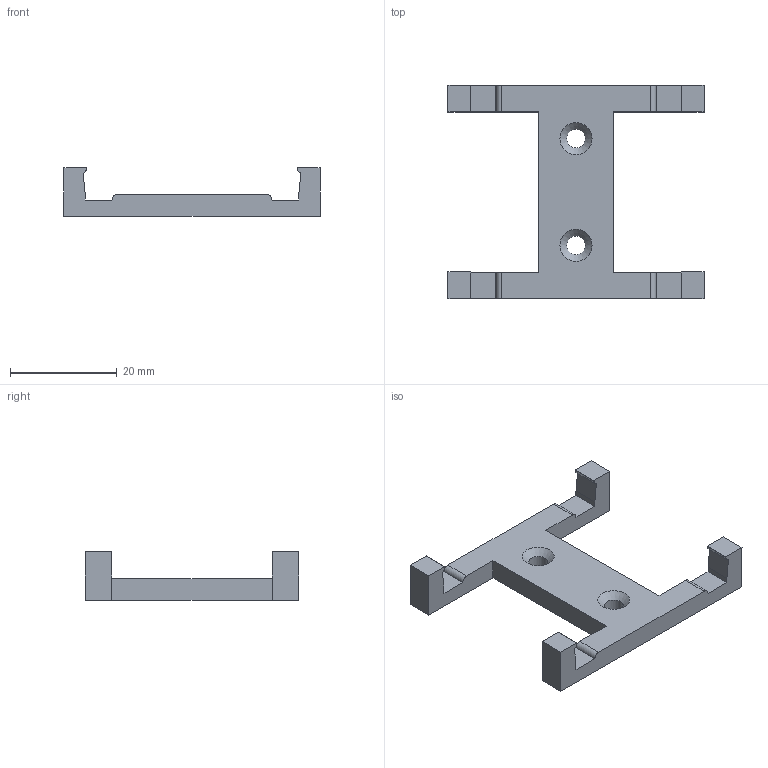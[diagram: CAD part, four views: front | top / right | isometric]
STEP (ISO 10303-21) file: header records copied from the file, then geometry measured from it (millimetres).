
FILE_DESCRIPTION(/* description */ ('Copyright (c) 2025, James Morris'),/* implementation_level */ '2;1');
FILE_NAME(/* name */ 'bodnar-mount-1.0.step',/* time_stamp */ '2025-07-04T15:17:42-07:00',/* author */ (''),/* organization */ (''),/* preprocessor_version */ 'ST-DEVELOPER v20.1',/* originating_system */ 'Autodesk Translation Framework v14.10.0.0',/* authorisation */ '');
FILE_SCHEMA (('AUTOMOTIVE_DESIGN { 1 0 10303 214 3 1 1 }'));
Length unit declared in the file: millimetre
Products named in the file (2): bodnar-mount-1; Clamp
Assembly tree (1 placements, depth 2):
  bodnar-mount-1
    Clamp
Bounding box: 48 x 40 x 9 mm (x, y, z)
Volume: 3781 mm3; surface area: 3167.5 mm2
Topology: 1 solids, 1 shells, 46 faces, 130 edges, 86 vertices
Faces by surface type: plane 30, bspline 8, cylinder 6, cone 2
Full cylindrical faces by diameter (mm): 3.5 x2
Entity records: 1769 total; most frequent: CARTESIAN_POINT 585, ORIENTED_EDGE 260, DIRECTION 202, EDGE_CURVE 130, LINE 92, VECTOR 92, VERTEX_POINT 86, AXIS2_PLACEMENT_3D 55
